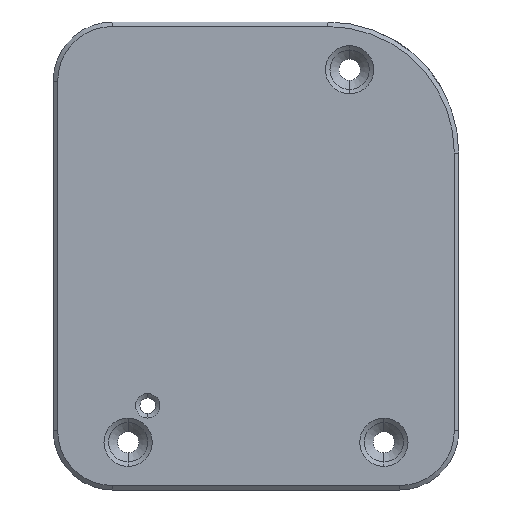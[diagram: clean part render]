
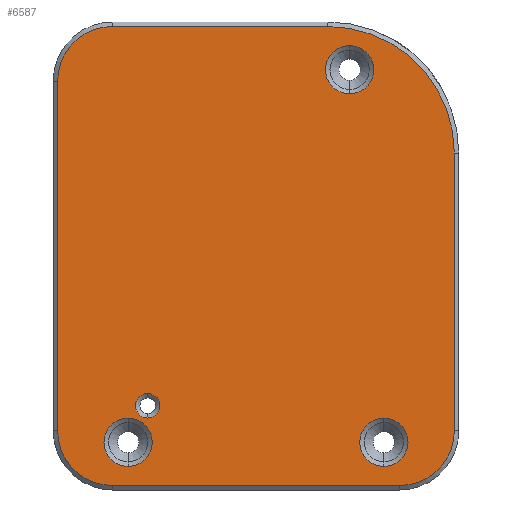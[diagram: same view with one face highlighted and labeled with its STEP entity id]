
A CAD part, front view. The second image highlights one B-rep face of the part: STEP entity #6587.
In plain terms, the highlighted planar face has unit normal (0, -1, 0).
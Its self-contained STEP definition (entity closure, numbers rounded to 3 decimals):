
#9 = CARTESIAN_POINT ( 'NONE',  ( 31.785, -0.75, 16.5 ) ) ;
#151 = DIRECTION ( 'NONE',  ( 0., 0., -1. ) ) ;
#170 = EDGE_CURVE ( 'NONE', #4617, #204, #2291, .T. ) ;
#187 = CARTESIAN_POINT ( 'NONE',  ( -20.5, -0.75, -29.843 ) ) ;
#204 = VERTEX_POINT ( 'NONE', #1118 ) ;
#280 = CARTESIAN_POINT ( 'NONE',  ( -23., -0.75, -36.785 ) ) ;
#302 = EDGE_CURVE ( 'NONE', #6252, #4617, #706, .T. ) ;
#380 = CARTESIAN_POINT ( 'NONE',  ( -20.5, -0.75, -25.978 ) ) ;
#389 = FACE_OUTER_BOUND ( 'NONE', #6119, .T. ) ;
#553 = ORIENTED_EDGE ( 'NONE', *, *, #6448, .T. ) ;
#622 = CARTESIAN_POINT ( 'NONE',  ( 20.5, -0.75, -29.843 ) ) ;
#666 = AXIS2_PLACEMENT_3D ( 'NONE', #622, #876, #805 ) ;
#706 = CIRCLE ( 'NONE', #6846, 8.785 ) ;
#730 = CARTESIAN_POINT ( 'NONE',  ( 11.5, -0.75, 16.5 ) ) ;
#782 = AXIS2_PLACEMENT_3D ( 'NONE', #3621, #3082, #4754 ) ;
#805 = DIRECTION ( 'NONE',  ( 0., 0., -1. ) ) ;
#874 = LINE ( 'NONE', #6537, #6394 ) ;
#876 = DIRECTION ( 'NONE',  ( 0., 1., 0. ) ) ;
#880 = VECTOR ( 'NONE', #5211, 1000. ) ;
#969 = EDGE_CURVE ( 'NONE', #204, #1499, #4912, .T. ) ;
#982 = DIRECTION ( 'NONE',  ( 0., 0., -1. ) ) ;
#990 = ORIENTED_EDGE ( 'NONE', *, *, #6779, .T. ) ;
#1111 = CARTESIAN_POINT ( 'NONE',  ( 15., -0.75, 25.978 ) ) ;
#1118 = CARTESIAN_POINT ( 'NONE',  ( 23., -0.75, -36.785 ) ) ;
#1130 = VERTEX_POINT ( 'NONE', #2994 ) ;
#1230 = EDGE_CURVE ( 'NONE', #5256, #3825, #5060, .T. ) ;
#1347 = VERTEX_POINT ( 'NONE', #3131 ) ;
#1473 = VERTEX_POINT ( 'NONE', #3532 ) ;
#1479 = FACE_BOUND ( 'NONE', #4764, .T. ) ;
#1499 = VERTEX_POINT ( 'NONE', #5786 ) ;
#1546 = FACE_BOUND ( 'NONE', #1605, .T. ) ;
#1605 = EDGE_LOOP ( 'NONE', ( #3999, #1849 ) ) ;
#1641 = LINE ( 'NONE', #9, #3127 ) ;
#1704 = AXIS2_PLACEMENT_3D ( 'NONE', #2277, #2169, #2813 ) ;
#1706 = EDGE_CURVE ( 'NONE', #1347, #4431, #6789, .T. ) ;
#1722 = CARTESIAN_POINT ( 'NONE',  ( 20.5, -0.75, -33.708 ) ) ;
#1751 = DIRECTION ( 'NONE',  ( 0., 1., 0. ) ) ;
#1849 = ORIENTED_EDGE ( 'NONE', *, *, #1706, .T. ) ;
#1911 = CARTESIAN_POINT ( 'NONE',  ( -17.35, -0.75, -24. ) ) ;
#1959 = DIRECTION ( 'NONE',  ( 0., 0., -1. ) ) ;
#1991 = CARTESIAN_POINT ( 'NONE',  ( -31.785, -0.75, -28. ) ) ;
#1996 = CIRCLE ( 'NONE', #4887, 20.285 ) ;
#2060 = DIRECTION ( 'NONE',  ( 0., -1., 0. ) ) ;
#2124 = EDGE_CURVE ( 'NONE', #1130, #4403, #1996, .T. ) ;
#2169 = DIRECTION ( 'NONE',  ( 0., -1., 0. ) ) ;
#2277 = CARTESIAN_POINT ( 'NONE',  ( -23., -0.75, 28. ) ) ;
#2291 = LINE ( 'NONE', #4501, #4420 ) ;
#2336 = CIRCLE ( 'NONE', #3732, 3.865 ) ;
#2423 = CARTESIAN_POINT ( 'NONE',  ( -20.5, -0.75, -33.708 ) ) ;
#2508 = CIRCLE ( 'NONE', #3781, 1.965 ) ;
#2521 = EDGE_CURVE ( 'NONE', #6892, #4363, #2336, .T. ) ;
#2571 = LINE ( 'NONE', #1991, #880 ) ;
#2600 = FACE_BOUND ( 'NONE', #5987, .T. ) ;
#2793 = DIRECTION ( 'NONE',  ( -1., 0., 0. ) ) ;
#2813 = DIRECTION ( 'NONE',  ( 0., 0., -1. ) ) ;
#2888 = ORIENTED_EDGE ( 'NONE', *, *, #7014, .T. ) ;
#2911 = DIRECTION ( 'NONE',  ( 0., -1., 0. ) ) ;
#2938 = AXIS2_PLACEMENT_3D ( 'NONE', #5601, #5538, #6659 ) ;
#2994 = CARTESIAN_POINT ( 'NONE',  ( 31.785, -0.75, 16.5 ) ) ;
#3045 = EDGE_CURVE ( 'NONE', #4363, #6892, #3561, .T. ) ;
#3055 = ORIENTED_EDGE ( 'NONE', *, *, #5084, .T. ) ;
#3069 = DIRECTION ( 'NONE',  ( 0., 0., -1. ) ) ;
#3082 = DIRECTION ( 'NONE',  ( 0., 1., 0. ) ) ;
#3091 = CIRCLE ( 'NONE', #1704, 8.785 ) ;
#3127 = VECTOR ( 'NONE', #6577, 1000. ) ;
#3131 = CARTESIAN_POINT ( 'NONE',  ( -17.35, -0.75, -22.035 ) ) ;
#3324 = CARTESIAN_POINT ( 'NONE',  ( -23., -0.75, 36.785 ) ) ;
#3333 = DIRECTION ( 'NONE',  ( 0., -1., 0. ) ) ;
#3342 = VERTEX_POINT ( 'NONE', #3324 ) ;
#3369 = CARTESIAN_POINT ( 'NONE',  ( 11.5, -0.75, 36.785 ) ) ;
#3399 = CARTESIAN_POINT ( 'NONE',  ( -17.35, -0.75, -25.965 ) ) ;
#3461 = CIRCLE ( 'NONE', #666, 3.865 ) ;
#3532 = CARTESIAN_POINT ( 'NONE',  ( -31.785, -0.75, 28. ) ) ;
#3543 = DIRECTION ( 'NONE',  ( 0., 0., -1. ) ) ;
#3544 = AXIS2_PLACEMENT_3D ( 'NONE', #7025, #2060, #3069 ) ;
#3547 = ORIENTED_EDGE ( 'NONE', *, *, #170, .T. ) ;
#3561 = CIRCLE ( 'NONE', #782, 3.865 ) ;
#3621 = CARTESIAN_POINT ( 'NONE',  ( -20.5, -0.75, -29.843 ) ) ;
#3633 = CARTESIAN_POINT ( 'NONE',  ( -23., -0.75, -28. ) ) ;
#3648 = PLANE ( 'NONE',  #3544 ) ;
#3732 = AXIS2_PLACEMENT_3D ( 'NONE', #187, #6169, #4574 ) ;
#3746 = CARTESIAN_POINT ( 'NONE',  ( 15., -0.75, 33.708 ) ) ;
#3781 = AXIS2_PLACEMENT_3D ( 'NONE', #1911, #6342, #5247 ) ;
#3825 = VERTEX_POINT ( 'NONE', #1722 ) ;
#3957 = CARTESIAN_POINT ( 'NONE',  ( 20.5, -0.75, -29.843 ) ) ;
#3963 = DIRECTION ( 'NONE',  ( 0., 0., -1. ) ) ;
#3999 = ORIENTED_EDGE ( 'NONE', *, *, #4615, .T. ) ;
#4127 = AXIS2_PLACEMENT_3D ( 'NONE', #6411, #5961, #4229 ) ;
#4130 = AXIS2_PLACEMENT_3D ( 'NONE', #3957, #1751, #151 ) ;
#4229 = DIRECTION ( 'NONE',  ( 0., 0., -1. ) ) ;
#4363 = VERTEX_POINT ( 'NONE', #2423 ) ;
#4365 = CIRCLE ( 'NONE', #4127, 3.865 ) ;
#4393 = ORIENTED_EDGE ( 'NONE', *, *, #2124, .T. ) ;
#4403 = VERTEX_POINT ( 'NONE', #3369 ) ;
#4420 = VECTOR ( 'NONE', #5078, 1000. ) ;
#4431 = VERTEX_POINT ( 'NONE', #3399 ) ;
#4501 = CARTESIAN_POINT ( 'NONE',  ( 23., -0.75, -36.785 ) ) ;
#4561 = EDGE_CURVE ( 'NONE', #1473, #6252, #2571, .T. ) ;
#4571 = DIRECTION ( 'NONE',  ( 0., 1., 0. ) ) ;
#4574 = DIRECTION ( 'NONE',  ( 0., 0., -1. ) ) ;
#4615 = EDGE_CURVE ( 'NONE', #4431, #1347, #2508, .T. ) ;
#4617 = VERTEX_POINT ( 'NONE', #280 ) ;
#4672 = DIRECTION ( 'NONE',  ( 0., 1., 0. ) ) ;
#4682 = ORIENTED_EDGE ( 'NONE', *, *, #302, .T. ) ;
#4718 = CIRCLE ( 'NONE', #6681, 3.865 ) ;
#4719 = CARTESIAN_POINT ( 'NONE',  ( 15., -0.75, 29.843 ) ) ;
#4754 = DIRECTION ( 'NONE',  ( 0., 0., -1. ) ) ;
#4764 = EDGE_LOOP ( 'NONE', ( #5429, #5725 ) ) ;
#4818 = FACE_BOUND ( 'NONE', #6410, .T. ) ;
#4887 = AXIS2_PLACEMENT_3D ( 'NONE', #730, #2911, #3963 ) ;
#4912 = CIRCLE ( 'NONE', #2938, 8.785 ) ;
#5025 = VERTEX_POINT ( 'NONE', #3746 ) ;
#5060 = CIRCLE ( 'NONE', #4130, 3.865 ) ;
#5078 = DIRECTION ( 'NONE',  ( 1., 0., 0. ) ) ;
#5084 = EDGE_CURVE ( 'NONE', #4403, #3342, #874, .T. ) ;
#5211 = DIRECTION ( 'NONE',  ( 0., 0., -1. ) ) ;
#5247 = DIRECTION ( 'NONE',  ( 0., 0., -1. ) ) ;
#5256 = VERTEX_POINT ( 'NONE', #7114 ) ;
#5344 = ORIENTED_EDGE ( 'NONE', *, *, #1230, .T. ) ;
#5429 = ORIENTED_EDGE ( 'NONE', *, *, #3045, .T. ) ;
#5538 = DIRECTION ( 'NONE',  ( 0., -1., 0. ) ) ;
#5601 = CARTESIAN_POINT ( 'NONE',  ( 23., -0.75, -28. ) ) ;
#5725 = ORIENTED_EDGE ( 'NONE', *, *, #2521, .T. ) ;
#5736 = ORIENTED_EDGE ( 'NONE', *, *, #5823, .T. ) ;
#5758 = CARTESIAN_POINT ( 'NONE',  ( -17.35, -0.75, -24. ) ) ;
#5786 = CARTESIAN_POINT ( 'NONE',  ( 31.785, -0.75, -28. ) ) ;
#5823 = EDGE_CURVE ( 'NONE', #5025, #6353, #4718, .T. ) ;
#5961 = DIRECTION ( 'NONE',  ( 0., 1., 0. ) ) ;
#5987 = EDGE_LOOP ( 'NONE', ( #6445, #5736 ) ) ;
#6119 = EDGE_LOOP ( 'NONE', ( #4682, #3547, #6406, #2888, #4393, #3055, #553, #6531 ) ) ;
#6169 = DIRECTION ( 'NONE',  ( 0., 1., 0. ) ) ;
#6252 = VERTEX_POINT ( 'NONE', #7033 ) ;
#6342 = DIRECTION ( 'NONE',  ( 0., 1., 0. ) ) ;
#6353 = VERTEX_POINT ( 'NONE', #1111 ) ;
#6394 = VECTOR ( 'NONE', #2793, 1000. ) ;
#6406 = ORIENTED_EDGE ( 'NONE', *, *, #969, .T. ) ;
#6410 = EDGE_LOOP ( 'NONE', ( #990, #5344 ) ) ;
#6411 = CARTESIAN_POINT ( 'NONE',  ( 15., -0.75, 29.843 ) ) ;
#6445 = ORIENTED_EDGE ( 'NONE', *, *, #6563, .T. ) ;
#6448 = EDGE_CURVE ( 'NONE', #3342, #1473, #3091, .T. ) ;
#6531 = ORIENTED_EDGE ( 'NONE', *, *, #4561, .T. ) ;
#6537 = CARTESIAN_POINT ( 'NONE',  ( -23., -0.75, 36.785 ) ) ;
#6563 = EDGE_CURVE ( 'NONE', #6353, #5025, #4365, .T. ) ;
#6577 = DIRECTION ( 'NONE',  ( 0., 0., 1. ) ) ;
#6587 = ADVANCED_FACE ( 'NONE', ( #1479, #2600, #389, #1546, #4818 ), #3648, .T. ) ;
#6659 = DIRECTION ( 'NONE',  ( 0., 0., -1. ) ) ;
#6681 = AXIS2_PLACEMENT_3D ( 'NONE', #4719, #4571, #1959 ) ;
#6779 = EDGE_CURVE ( 'NONE', #3825, #5256, #3461, .T. ) ;
#6789 = CIRCLE ( 'NONE', #7145, 1.965 ) ;
#6846 = AXIS2_PLACEMENT_3D ( 'NONE', #3633, #3333, #982 ) ;
#6892 = VERTEX_POINT ( 'NONE', #380 ) ;
#7014 = EDGE_CURVE ( 'NONE', #1499, #1130, #1641, .T. ) ;
#7025 = CARTESIAN_POINT ( 'NONE',  ( 0., -0.75, 0. ) ) ;
#7033 = CARTESIAN_POINT ( 'NONE',  ( -31.785, -0.75, -28. ) ) ;
#7114 = CARTESIAN_POINT ( 'NONE',  ( 20.5, -0.75, -25.978 ) ) ;
#7145 = AXIS2_PLACEMENT_3D ( 'NONE', #5758, #4672, #3543 ) ;
